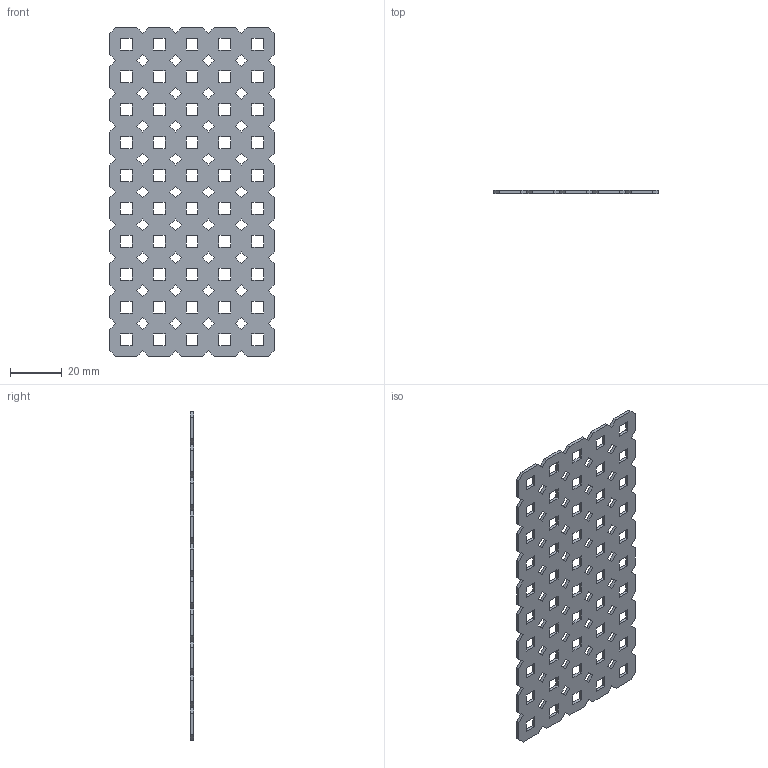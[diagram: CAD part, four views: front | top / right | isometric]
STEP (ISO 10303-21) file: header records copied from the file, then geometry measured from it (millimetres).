
FILE_DESCRIPTION(/* description */ (''),/* implementation_level */ '2;1');
FILE_NAME(/* name */ 'Plate 10x5.ipt.step',/* time_stamp */ '2020-04-16T23:04:33-04:00',/* author */ ('Jordan'),/* organization */ (''),/* preprocessor_version */ 'ST-DEVELOPER v17',/* originating_system */ 'Autodesk Inventor 2019',/* authorisation */ '');
FILE_SCHEMA (('AUTOMOTIVE_DESIGN { 1 0 10303 214 3 1 1 }'));
Length unit declared in the file: inch
Products named in the file (1): Plate 10x5
Bounding box: 63.5 x 1.17 x 127 mm (x, y, z)
Volume: 7566.2 mm3; surface area: 15070.7 mm2
Topology: 1 solids, 1 shells, 432 faces, 1772 edges, 1774 vertices
Faces by surface type: plane 432
Entity records: 16594 total; most frequent: CARTESIAN_POINT 3497, ORIENTED_EDGE 2580, DIRECTION 2256, LINE 1290, VECTOR 1290, EDGE_CURVE 1290, VERTEX_POINT 860, EDGE_LOOP 604
